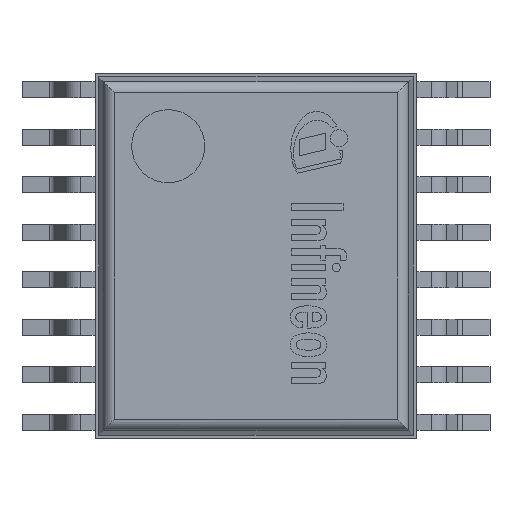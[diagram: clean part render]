
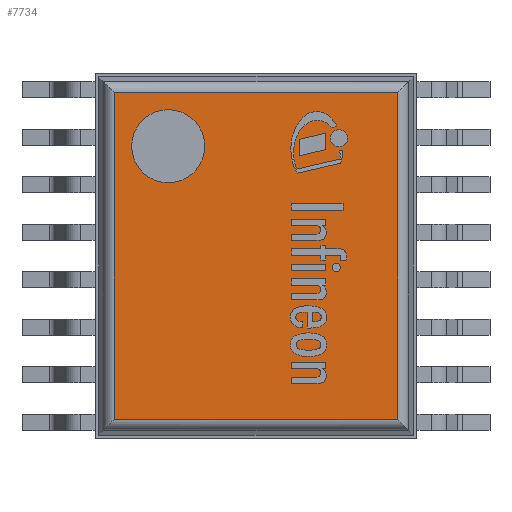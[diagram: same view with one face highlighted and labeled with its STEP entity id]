
A CAD part, top view. The second image highlights one B-rep face of the part: STEP entity #7734.
In plain terms, the highlighted planar face has unit normal (0, 0, 1).
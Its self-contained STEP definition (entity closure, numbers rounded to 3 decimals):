
#82=FACE_BOUND('',#2349,.T.);
#95=LINE('',#11516,#894);
#98=LINE('',#11526,#897);
#99=LINE('',#11530,#898);
#101=LINE('',#11535,#900);
#894=VECTOR('',#9056,1.);
#897=VECTOR('',#9065,1.);
#898=VECTOR('',#9070,1.);
#900=VECTOR('',#9076,1.);
#1890=FACE_OUTER_BOUND('',#2348,.T.);
#2348=EDGE_LOOP('',(#5142,#5143,#5144,#5145));
#2349=EDGE_LOOP('',(#5146));
#2805=CIRCLE('',#8231,0.5);
#3169=VERTEX_POINT('',#11514);
#3170=VERTEX_POINT('',#11515);
#3174=VERTEX_POINT('',#11525);
#3175=VERTEX_POINT('',#11529);
#3180=VERTEX_POINT('',#11548);
#3947=EDGE_CURVE('',#3169,#3170,#95,.T.);
#3952=EDGE_CURVE('',#3170,#3174,#98,.T.);
#3954=EDGE_CURVE('',#3175,#3169,#99,.T.);
#3957=EDGE_CURVE('',#3174,#3175,#101,.T.);
#3964=EDGE_CURVE('',#3180,#3180,#2805,.T.);
#5142=ORIENTED_EDGE('',*,*,#3947,.F.);
#5143=ORIENTED_EDGE('',*,*,#3954,.F.);
#5144=ORIENTED_EDGE('',*,*,#3957,.F.);
#5145=ORIENTED_EDGE('',*,*,#3952,.F.);
#5146=ORIENTED_EDGE('',*,*,#3964,.T.);
#7462=PLANE('',#8230);
#7734=ADVANCED_FACE('',(#1890,#82),#7462,.T.);
#8230=AXIS2_PLACEMENT_3D('',#11547,#9087,#9088);
#8231=AXIS2_PLACEMENT_3D('',#11549,#9089,#9090);
#9056=DIRECTION('',(-1.,0.,0.));
#9065=DIRECTION('',(0.,1.,0.));
#9070=DIRECTION('',(0.,-1.,0.));
#9076=DIRECTION('',(1.,0.,0.));
#9087=DIRECTION('center_axis',(0.,0.,1.));
#9088=DIRECTION('ref_axis',(0.,-1.,0.));
#9089=DIRECTION('center_axis',(0.,0.,-1.));
#9090=DIRECTION('ref_axis',(0.,-1.,0.));
#11514=CARTESIAN_POINT('',(1.936,-2.236,1.1));
#11515=CARTESIAN_POINT('',(-1.936,-2.236,1.1));
#11516=CARTESIAN_POINT('',(-2.129,-2.236,1.1));
#11525=CARTESIAN_POINT('',(-1.936,2.236,1.1));
#11526=CARTESIAN_POINT('',(-1.936,2.5,1.1));
#11529=CARTESIAN_POINT('',(1.936,2.236,1.1));
#11530=CARTESIAN_POINT('',(1.936,2.5,1.1));
#11535=CARTESIAN_POINT('',(-2.129,2.236,1.1));
#11547=CARTESIAN_POINT('Origin',(-2.057,2.5,1.1));
#11548=CARTESIAN_POINT('',(-1.2,2.,1.1));
#11549=CARTESIAN_POINT('Origin',(-1.2,1.5,1.1));
